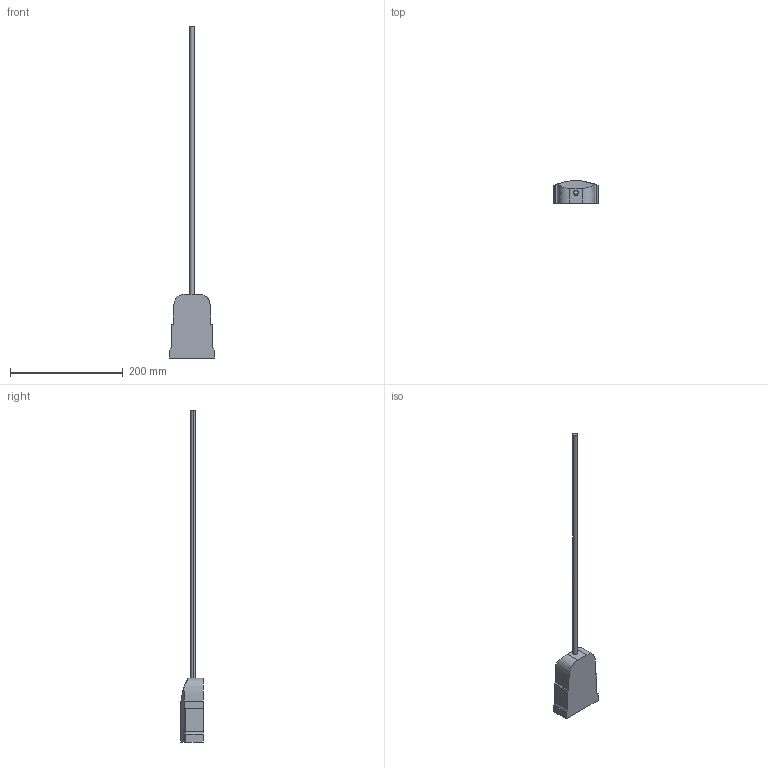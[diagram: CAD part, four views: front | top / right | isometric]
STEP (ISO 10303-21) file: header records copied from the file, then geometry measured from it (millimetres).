
FILE_DESCRIPTION (( 'STEP AP203' ), '1' );
FILE_NAME ('Part1_Default_sldprt.STEP', '2024-12-13T20:43:30', ( '' ), ( '' ), 'SwSTEP 2.0', 'SolidWorks 2024', '' );
FILE_SCHEMA (( 'CONFIG_CONTROL_DESIGN' ));
Length unit declared in the file: millimetre
Products named in the file (1): Part1_Default_sldprt
Bounding box: 80.02 x 39.99 x 587.99 mm (x, y, z)
Volume: 310604.2 mm3; surface area: 39811.5 mm2
Topology: 1 solids, 1 shells, 23 faces, 60 edges, 40 vertices
Faces by surface type: plane 16, bspline 4, cylinder 3
Entity records: 1125 total; most frequent: CARTESIAN_POINT 514, ORIENTED_EDGE 120, DIRECTION 95, EDGE_CURVE 60, VERTEX_POINT 40, LINE 37, VECTOR 37, AXIS2_PLACEMENT_3D 29
